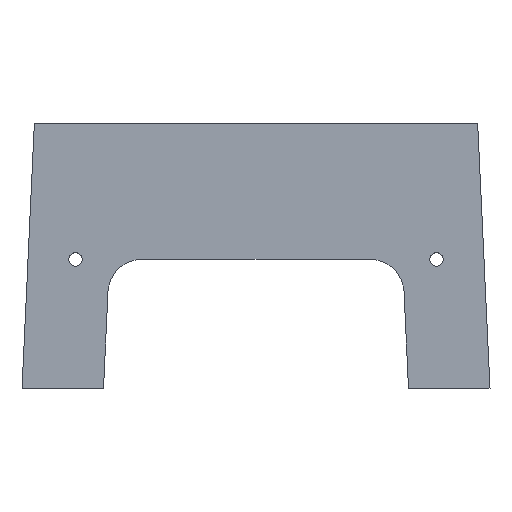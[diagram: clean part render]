
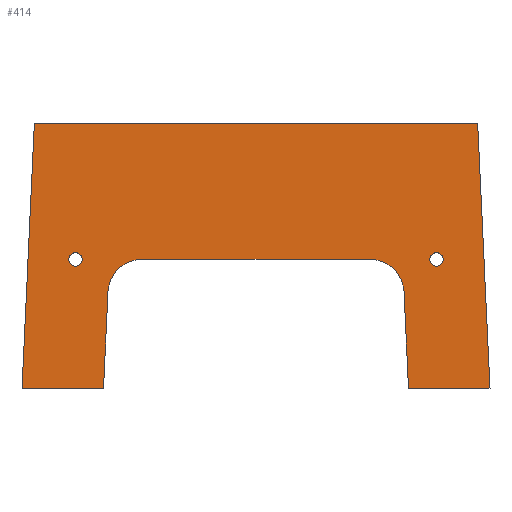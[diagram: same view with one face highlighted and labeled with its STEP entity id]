
A CAD part, top view. The second image highlights one B-rep face of the part: STEP entity #414.
In plain terms, the highlighted planar face has unit normal (0, 0, 1).
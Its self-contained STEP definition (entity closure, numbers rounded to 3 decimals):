
#42=CARTESIAN_POINT('Vertex',(-32.677,234.,3.)) ;
#45=CARTESIAN_POINT('Line Origine',(0.,234.,3.)) ;
#49=CARTESIAN_POINT('Vertex',(32.677,234.,3.)) ;
#76=CARTESIAN_POINT('Line Origine',(0.,214.,3.)) ;
#80=CARTESIAN_POINT('Vertex',(-16.825,214.,3.)) ;
#82=CARTESIAN_POINT('Vertex',(16.825,214.,3.)) ;
#116=CARTESIAN_POINT('Axis2P3D Location',(16.825,209.,3.)) ;
#120=CARTESIAN_POINT('Vertex',(21.819,209.233,3.)) ;
#147=CARTESIAN_POINT('Line Origine',(22.152,202.117,3.)) ;
#151=CARTESIAN_POINT('Vertex',(22.484,195.,3.)) ;
#178=CARTESIAN_POINT('Line Origine',(28.49,195.,3.)) ;
#182=CARTESIAN_POINT('Vertex',(34.497,195.,3.)) ;
#209=CARTESIAN_POINT('Line Origine',(33.587,214.5,3.)) ;
#231=CARTESIAN_POINT('Axis2P3D Location',(26.602,214.,3.)) ;
#235=CARTESIAN_POINT('Vertex',(25.602,214.,3.)) ;
#237=CARTESIAN_POINT('Vertex',(27.602,214.,3.)) ;
#266=CARTESIAN_POINT('Axis2P3D Location',(26.602,214.,3.)) ;
#349=CARTESIAN_POINT('Axis2P3D Location',(0.,0.,3.)) ;
#354=CARTESIAN_POINT('Line Origine',(-33.587,214.5,3.)) ;
#358=CARTESIAN_POINT('Vertex',(-34.497,195.,3.)) ;
#361=CARTESIAN_POINT('Line Origine',(-28.49,195.,3.)) ;
#365=CARTESIAN_POINT('Vertex',(-22.484,195.,3.)) ;
#368=CARTESIAN_POINT('Line Origine',(-22.152,202.117,3.)) ;
#372=CARTESIAN_POINT('Vertex',(-21.819,209.233,3.)) ;
#375=CARTESIAN_POINT('Axis2P3D Location',(-16.825,209.,3.)) ;
#392=CARTESIAN_POINT('Axis2P3D Location',(-26.602,214.,3.)) ;
#396=CARTESIAN_POINT('Vertex',(-25.602,214.,3.)) ;
#398=CARTESIAN_POINT('Vertex',(-27.602,214.,3.)) ;
#401=CARTESIAN_POINT('Axis2P3D Location',(-26.602,214.,3.)) ;
#47=VECTOR('Line Direction',#46,1.) ;
#78=VECTOR('Line Direction',#77,1.) ;
#149=VECTOR('Line Direction',#148,1.) ;
#180=VECTOR('Line Direction',#179,1.) ;
#211=VECTOR('Line Direction',#210,1.) ;
#356=VECTOR('Line Direction',#355,1.) ;
#363=VECTOR('Line Direction',#362,1.) ;
#370=VECTOR('Line Direction',#369,1.) ;
#46=DIRECTION('Vector Direction',(-1.,0.,0.)) ;
#77=DIRECTION('Vector Direction',(1.,0.,0.)) ;
#117=DIRECTION('Axis2P3D Direction',(0.,0.,1.)) ;
#148=DIRECTION('Vector Direction',(0.047,-0.999,0.)) ;
#179=DIRECTION('Vector Direction',(-1.,0.,0.)) ;
#210=DIRECTION('Vector Direction',(0.047,-0.999,0.)) ;
#232=DIRECTION('Axis2P3D Direction',(0.,0.,1.)) ;
#267=DIRECTION('Axis2P3D Direction',(0.,0.,1.)) ;
#350=DIRECTION('Axis2P3D Direction',(0.,0.,1.)) ;
#351=DIRECTION('Axis2P3D XDirection',(1.,0.,0.)) ;
#355=DIRECTION('Vector Direction',(-0.047,-0.999,0.)) ;
#362=DIRECTION('Vector Direction',(-1.,0.,0.)) ;
#369=DIRECTION('Vector Direction',(-0.047,-0.999,0.)) ;
#376=DIRECTION('Axis2P3D Direction',(0.,0.,1.)) ;
#393=DIRECTION('Axis2P3D Direction',(0.,0.,1.)) ;
#402=DIRECTION('Axis2P3D Direction',(0.,0.,1.)) ;
#118=AXIS2_PLACEMENT_3D('Circle Axis2P3D',#116,#117,$) ;
#233=AXIS2_PLACEMENT_3D('Circle Axis2P3D',#231,#232,$) ;
#268=AXIS2_PLACEMENT_3D('Circle Axis2P3D',#266,#267,$) ;
#352=AXIS2_PLACEMENT_3D('Plane Axis2P3D',#349,#350,#351) ;
#377=AXIS2_PLACEMENT_3D('Circle Axis2P3D',#375,#376,$) ;
#394=AXIS2_PLACEMENT_3D('Circle Axis2P3D',#392,#393,$) ;
#403=AXIS2_PLACEMENT_3D('Circle Axis2P3D',#401,#402,$) ;
#48=LINE('Line',#45,#47) ;
#79=LINE('Line',#76,#78) ;
#150=LINE('Line',#147,#149) ;
#181=LINE('Line',#178,#180) ;
#212=LINE('Line',#209,#211) ;
#357=LINE('Line',#354,#356) ;
#364=LINE('Line',#361,#363) ;
#371=LINE('Line',#368,#370) ;
#119=CIRCLE('generated circle',#118,5.) ;
#234=CIRCLE('generated circle',#233,1.) ;
#269=CIRCLE('generated circle',#268,1.) ;
#378=CIRCLE('generated circle',#377,5.) ;
#395=CIRCLE('generated circle',#394,1.) ;
#404=CIRCLE('generated circle',#403,1.) ;
#353=PLANE('',#352) ;
#409=FACE_BOUND('',#406,.T.) ;
#413=FACE_BOUND('',#410,.T.) ;
#51=EDGE_CURVE('',#50,#43,#48,.T.) ;
#84=EDGE_CURVE('',#81,#83,#79,.T.) ;
#122=EDGE_CURVE('',#121,#83,#119,.T.) ;
#153=EDGE_CURVE('',#152,#121,#150,.F.) ;
#184=EDGE_CURVE('',#183,#152,#181,.T.) ;
#213=EDGE_CURVE('',#50,#183,#212,.T.) ;
#239=EDGE_CURVE('',#236,#238,#234,.T.) ;
#270=EDGE_CURVE('',#238,#236,#269,.T.) ;
#360=EDGE_CURVE('',#43,#359,#357,.T.) ;
#367=EDGE_CURVE('',#359,#366,#364,.F.) ;
#374=EDGE_CURVE('',#366,#373,#371,.F.) ;
#379=EDGE_CURVE('',#373,#81,#378,.F.) ;
#400=EDGE_CURVE('',#397,#399,#395,.F.) ;
#405=EDGE_CURVE('',#399,#397,#404,.F.) ;
#381=ORIENTED_EDGE('',*,*,#51,.T.) ;
#382=ORIENTED_EDGE('',*,*,#360,.T.) ;
#383=ORIENTED_EDGE('',*,*,#367,.T.) ;
#384=ORIENTED_EDGE('',*,*,#374,.T.) ;
#385=ORIENTED_EDGE('',*,*,#379,.T.) ;
#386=ORIENTED_EDGE('',*,*,#84,.T.) ;
#387=ORIENTED_EDGE('',*,*,#122,.F.) ;
#388=ORIENTED_EDGE('',*,*,#153,.F.) ;
#389=ORIENTED_EDGE('',*,*,#184,.F.) ;
#390=ORIENTED_EDGE('',*,*,#213,.F.) ;
#407=ORIENTED_EDGE('',*,*,#400,.T.) ;
#408=ORIENTED_EDGE('',*,*,#405,.T.) ;
#411=ORIENTED_EDGE('',*,*,#239,.F.) ;
#412=ORIENTED_EDGE('',*,*,#270,.F.) ;
#380=EDGE_LOOP('',(#381,#382,#383,#384,#385,#386,#387,#388,#389,#390)) ;
#406=EDGE_LOOP('',(#407,#408)) ;
#410=EDGE_LOOP('',(#411,#412)) ;
#43=VERTEX_POINT('',#42) ;
#50=VERTEX_POINT('',#49) ;
#81=VERTEX_POINT('',#80) ;
#83=VERTEX_POINT('',#82) ;
#121=VERTEX_POINT('',#120) ;
#152=VERTEX_POINT('',#151) ;
#183=VERTEX_POINT('',#182) ;
#236=VERTEX_POINT('',#235) ;
#238=VERTEX_POINT('',#237) ;
#359=VERTEX_POINT('',#358) ;
#366=VERTEX_POINT('',#365) ;
#373=VERTEX_POINT('',#372) ;
#397=VERTEX_POINT('',#396) ;
#399=VERTEX_POINT('',#398) ;
#414=ADVANCED_FACE('PartBody',(#391,#409,#413),#353,.T.) ;
#391=FACE_OUTER_BOUND('',#380,.T.) ;
